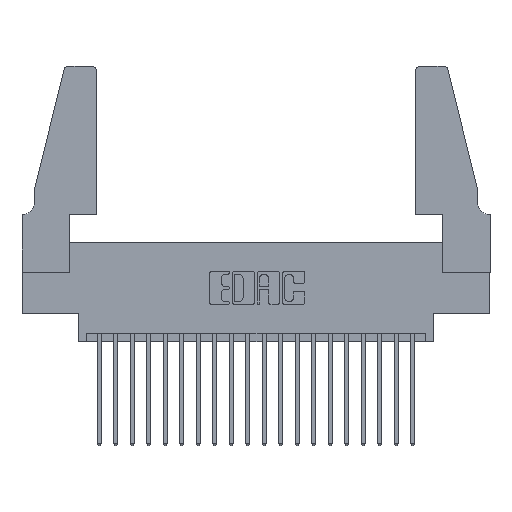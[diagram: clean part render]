
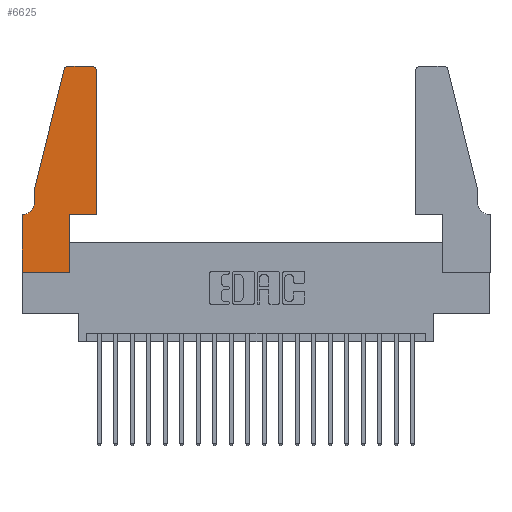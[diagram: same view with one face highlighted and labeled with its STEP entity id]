
A CAD part, top view. The second image highlights one B-rep face of the part: STEP entity #6625.
In plain terms, the highlighted planar face has unit normal (0, 0, 1).
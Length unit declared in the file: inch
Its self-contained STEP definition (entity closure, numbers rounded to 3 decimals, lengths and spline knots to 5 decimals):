
#35 = ORIENTED_EDGE ( 'NONE', *, *, #13192, .T. ) ;
#97 = VERTEX_POINT ( 'NONE', #8292 ) ;
#186 = VERTEX_POINT ( 'NONE', #8134 ) ;
#300 = VECTOR ( 'NONE', #4614, 39.37008 ) ;
#644 = CARTESIAN_POINT ( 'NONE',  ( 0.4505, 0.35, 0.37 ) ) ;
#826 = LINE ( 'NONE', #17023, #17617 ) ;
#1198 = CARTESIAN_POINT ( 'NONE',  ( 0.2865, 0.35, 0.37 ) ) ;
#1377 = EDGE_CURVE ( 'NONE', #2337, #1999, #4048, .T. ) ;
#1999 = VERTEX_POINT ( 'NONE', #7417 ) ;
#2000 = CARTESIAN_POINT ( 'NONE',  ( 0.4505, 0.35, 0.37 ) ) ;
#2212 = ORIENTED_EDGE ( 'NONE', *, *, #17405, .T. ) ;
#2259 = CARTESIAN_POINT ( 'NONE',  ( 0.4205, 1.22, 0.37 ) ) ;
#2337 = VERTEX_POINT ( 'NONE', #11836 ) ;
#2523 = CIRCLE ( 'NONE', #9360, 0.03 ) ;
#2827 = DIRECTION ( 'NONE',  ( -0.239, -0.971, 0. ) ) ;
#2904 = EDGE_CURVE ( 'NONE', #13990, #7773, #826, .T. ) ;
#3119 = VERTEX_POINT ( 'NONE', #14656 ) ;
#3181 = LINE ( 'NONE', #2000, #7000 ) ;
#3196 = PLANE ( 'NONE',  #17945 ) ;
#3288 = CARTESIAN_POINT ( 'NONE',  ( 0.0055, 0.42, 0.37 ) ) ;
#3421 = EDGE_CURVE ( 'NONE', #1999, #16519, #20763, .T. ) ;
#3543 = VECTOR ( 'NONE', #20141, 39.37008 ) ;
#3565 = ORIENTED_EDGE ( 'NONE', *, *, #3421, .T. ) ;
#3934 = DIRECTION ( 'NONE',  ( 1., 0., 0. ) ) ;
#4048 = LINE ( 'NONE', #16673, #20609 ) ;
#4275 = VECTOR ( 'NONE', #5820, 39.37008 ) ;
#4614 = DIRECTION ( 'NONE',  ( 0., -1., 0. ) ) ;
#4822 = DIRECTION ( 'NONE',  ( 1., 0., 0. ) ) ;
#4917 = DIRECTION ( 'NONE',  ( -1., 0., 0. ) ) ;
#4926 = ORIENTED_EDGE ( 'NONE', *, *, #16166, .T. ) ;
#5239 = VECTOR ( 'NONE', #20584, 39.37008 ) ;
#5340 = FACE_OUTER_BOUND ( 'NONE', #13028, .T. ) ;
#5368 = ORIENTED_EDGE ( 'NONE', *, *, #16448, .T. ) ;
#5433 = ORIENTED_EDGE ( 'NONE', *, *, #6560, .T. ) ;
#5634 = CARTESIAN_POINT ( 'NONE',  ( 0.4505, 1.22, 0.37 ) ) ;
#5820 = DIRECTION ( 'NONE',  ( -1., 0., 0. ) ) ;
#6560 = EDGE_CURVE ( 'NONE', #7413, #13990, #2523, .T. ) ;
#6625 = ADVANCED_FACE ( 'NONE', ( #5340 ), #3196, .T. ) ;
#6726 = CARTESIAN_POINT ( 'NONE',  ( 0.284, 1.25, 0.37 ) ) ;
#6934 = EDGE_CURVE ( 'NONE', #3119, #19781, #15551, .T. ) ;
#7000 = VECTOR ( 'NONE', #8667, 39.37008 ) ;
#7413 = VERTEX_POINT ( 'NONE', #6726 ) ;
#7417 = CARTESIAN_POINT ( 'NONE',  ( 0.2865, 0., 0.37 ) ) ;
#7773 = VERTEX_POINT ( 'NONE', #12850 ) ;
#7903 = CARTESIAN_POINT ( 'NONE',  ( 0.284, 1.22, 0.37 ) ) ;
#7924 = CARTESIAN_POINT ( 'NONE',  ( 0., 0., 0.37 ) ) ;
#8134 = CARTESIAN_POINT ( 'NONE',  ( 0.0755, 0.42, 0.37 ) ) ;
#8292 = CARTESIAN_POINT ( 'NONE',  ( 0.4205, 1.25, 0.37 ) ) ;
#8626 = LINE ( 'NONE', #13938, #4275 ) ;
#8667 = DIRECTION ( 'NONE',  ( 1., 0., 0. ) ) ;
#8906 = EDGE_CURVE ( 'NONE', #11370, #12734, #8626, .T. ) ;
#9016 = AXIS2_PLACEMENT_3D ( 'NONE', #3288, #14677, #4917 ) ;
#9091 = LINE ( 'NONE', #7924, #300 ) ;
#9360 = AXIS2_PLACEMENT_3D ( 'NONE', #7903, #19087, #9547 ) ;
#9422 = CARTESIAN_POINT ( 'NONE',  ( 0.0055, 0.35, 0.37 ) ) ;
#9547 = DIRECTION ( 'NONE',  ( 1., 0., 0. ) ) ;
#10563 = ORIENTED_EDGE ( 'NONE', *, *, #6934, .T. ) ;
#10569 = CIRCLE ( 'NONE', #9016, 0.07 ) ;
#11370 = VERTEX_POINT ( 'NONE', #9422 ) ;
#11400 = CARTESIAN_POINT ( 'NONE',  ( 0., 0.35, 0.37 ) ) ;
#11486 = ORIENTED_EDGE ( 'NONE', *, *, #19813, .T. ) ;
#11502 = EDGE_CURVE ( 'NONE', #186, #11370, #10569, .T. ) ;
#11511 = VECTOR ( 'NONE', #20391, 39.37008 ) ;
#11836 = CARTESIAN_POINT ( 'NONE',  ( 0., 0., 0.37 ) ) ;
#12164 = DIRECTION ( 'NONE',  ( 0., 1., 0. ) ) ;
#12170 = ORIENTED_EDGE ( 'NONE', *, *, #11502, .T. ) ;
#12213 = LINE ( 'NONE', #18561, #3543 ) ;
#12734 = VERTEX_POINT ( 'NONE', #11400 ) ;
#12850 = CARTESIAN_POINT ( 'NONE',  ( 0.0755, 0.5, 0.37 ) ) ;
#12910 = ORIENTED_EDGE ( 'NONE', *, *, #8906, .T. ) ;
#13028 = EDGE_LOOP ( 'NONE', ( #35, #5433, #16342, #11486, #12170, #12910, #5368, #13535, #3565, #2212, #10563, #4926 ) ) ;
#13192 = EDGE_CURVE ( 'NONE', #97, #7413, #16272, .T. ) ;
#13535 = ORIENTED_EDGE ( 'NONE', *, *, #1377, .T. ) ;
#13694 = DIRECTION ( 'NONE',  ( 0., 0., 1. ) ) ;
#13938 = CARTESIAN_POINT ( 'NONE',  ( 0.0755, 0.35, 0.37 ) ) ;
#13990 = VERTEX_POINT ( 'NONE', #14700 ) ;
#14257 = AXIS2_PLACEMENT_3D ( 'NONE', #2259, #13694, #3934 ) ;
#14584 = DIRECTION ( 'NONE',  ( 0., 0., 1. ) ) ;
#14656 = CARTESIAN_POINT ( 'NONE',  ( 0.4505, 0.35, 0.37 ) ) ;
#14677 = DIRECTION ( 'NONE',  ( 0., 0., -1. ) ) ;
#14700 = CARTESIAN_POINT ( 'NONE',  ( 0.25487, 1.22718, 0.37 ) ) ;
#15551 = LINE ( 'NONE', #644, #20197 ) ;
#16166 = EDGE_CURVE ( 'NONE', #19781, #97, #18351, .T. ) ;
#16272 = LINE ( 'NONE', #18812, #11511 ) ;
#16342 = ORIENTED_EDGE ( 'NONE', *, *, #2904, .T. ) ;
#16448 = EDGE_CURVE ( 'NONE', #12734, #2337, #9091, .T. ) ;
#16519 = VERTEX_POINT ( 'NONE', #20810 ) ;
#16673 = CARTESIAN_POINT ( 'NONE',  ( 0., 0., 0.37 ) ) ;
#17023 = CARTESIAN_POINT ( 'NONE',  ( 0.0755, 0.5, 0.37 ) ) ;
#17405 = EDGE_CURVE ( 'NONE', #16519, #3119, #3181, .T. ) ;
#17617 = VECTOR ( 'NONE', #2827, 39.37008 ) ;
#17664 = CARTESIAN_POINT ( 'NONE',  ( 0., 0.35, 0.37 ) ) ;
#17945 = AXIS2_PLACEMENT_3D ( 'NONE', #17664, #14584, #4822 ) ;
#18351 = CIRCLE ( 'NONE', #14257, 0.03 ) ;
#18561 = CARTESIAN_POINT ( 'NONE',  ( 0.0755, 0.5, 0.37 ) ) ;
#18812 = CARTESIAN_POINT ( 'NONE',  ( 0.2605, 1.25, 0.37 ) ) ;
#19087 = DIRECTION ( 'NONE',  ( 0., 0., 1. ) ) ;
#19781 = VERTEX_POINT ( 'NONE', #5634 ) ;
#19813 = EDGE_CURVE ( 'NONE', #7773, #186, #12213, .T. ) ;
#19952 = DIRECTION ( 'NONE',  ( 1., 0., 0. ) ) ;
#20141 = DIRECTION ( 'NONE',  ( 0., -1., 0. ) ) ;
#20197 = VECTOR ( 'NONE', #12164, 39.37008 ) ;
#20391 = DIRECTION ( 'NONE',  ( -1., 0., 0. ) ) ;
#20584 = DIRECTION ( 'NONE',  ( 0., 1., 0. ) ) ;
#20609 = VECTOR ( 'NONE', #19952, 39.37008 ) ;
#20763 = LINE ( 'NONE', #1198, #5239 ) ;
#20810 = CARTESIAN_POINT ( 'NONE',  ( 0.2865, 0.35, 0.37 ) ) ;
